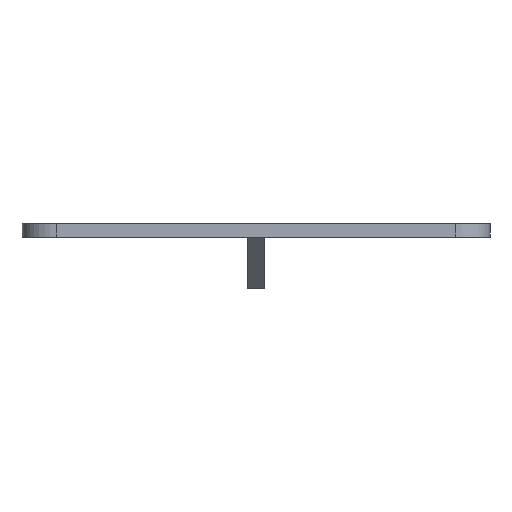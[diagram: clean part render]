
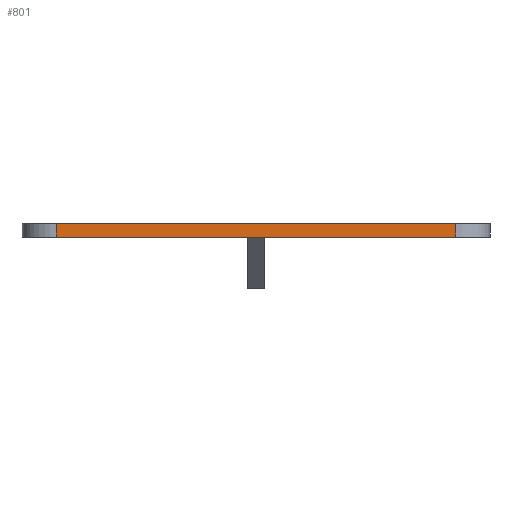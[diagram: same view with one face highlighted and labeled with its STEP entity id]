
A CAD part, front view. The second image highlights one B-rep face of the part: STEP entity #801.
In plain terms, the highlighted planar face has unit normal (0, -1, 0).
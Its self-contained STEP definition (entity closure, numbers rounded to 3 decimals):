
#37=PLANE('',#882);
#62=FACE_OUTER_BOUND('',#111,.T.);
#111=EDGE_LOOP('',(#620,#621,#622,#623));
#152=LINE('',#1195,#227);
#182=LINE('',#1298,#257);
#183=LINE('',#1302,#258);
#184=LINE('',#1303,#259);
#227=VECTOR('',#948,10.);
#257=VECTOR('',#1040,10.);
#258=VECTOR('',#1045,10.);
#259=VECTOR('',#1046,10.);
#345=VERTEX_POINT('',#1192);
#346=VERTEX_POINT('',#1194);
#388=VERTEX_POINT('',#1297);
#389=VERTEX_POINT('',#1301);
#425=EDGE_CURVE('',#345,#346,#152,.F.);
#476=EDGE_CURVE('',#346,#388,#182,.T.);
#478=EDGE_CURVE('',#389,#345,#183,.T.);
#479=EDGE_CURVE('',#388,#389,#184,.F.);
#620=ORIENTED_EDGE('',*,*,#476,.F.);
#621=ORIENTED_EDGE('',*,*,#425,.F.);
#622=ORIENTED_EDGE('',*,*,#478,.F.);
#623=ORIENTED_EDGE('',*,*,#479,.F.);
#801=ADVANCED_FACE('',(#62),#37,.T.);
#882=AXIS2_PLACEMENT_3D('',#1300,#1043,#1044);
#948=DIRECTION('',(1.,0.,0.));
#1040=DIRECTION('',(0.,0.,1.));
#1043=DIRECTION('center_axis',(0.,-1.,0.));
#1044=DIRECTION('ref_axis',(1.,0.,0.));
#1045=DIRECTION('',(0.,0.,-1.));
#1046=DIRECTION('',(-1.,0.,0.));
#1192=CARTESIAN_POINT('',(236.343,401.967,584.373));
#1194=CARTESIAN_POINT('',(189.643,401.967,584.373));
#1195=CARTESIAN_POINT('',(201.318,401.967,584.373));
#1297=CARTESIAN_POINT('',(189.643,401.967,585.973));
#1298=CARTESIAN_POINT('',(189.643,401.967,585.873));
#1300=CARTESIAN_POINT('Origin',(189.643,401.967,585.873));
#1301=CARTESIAN_POINT('',(236.343,401.967,585.973));
#1302=CARTESIAN_POINT('',(236.343,401.967,585.873));
#1303=CARTESIAN_POINT('',(201.318,401.967,585.973));
